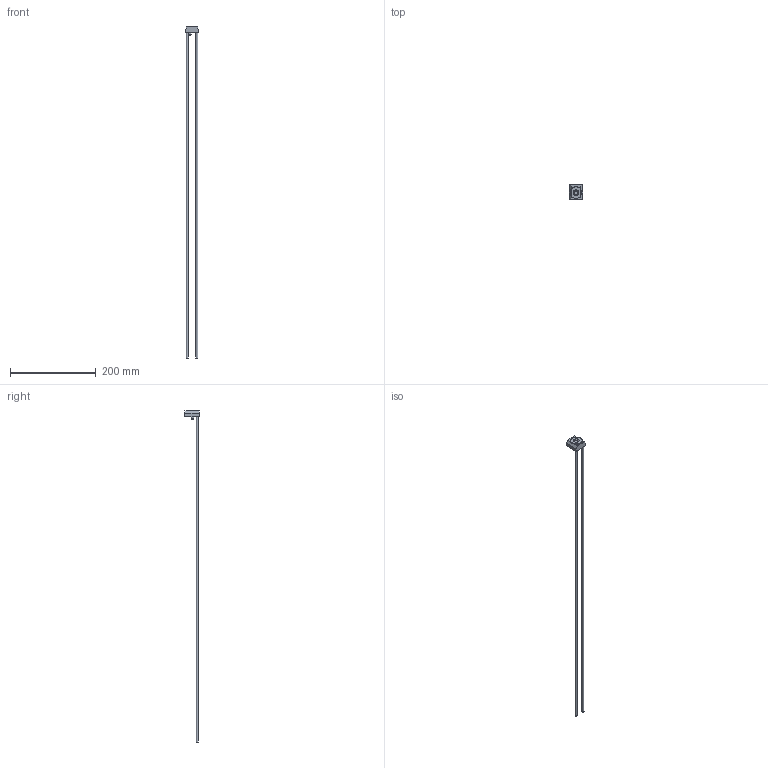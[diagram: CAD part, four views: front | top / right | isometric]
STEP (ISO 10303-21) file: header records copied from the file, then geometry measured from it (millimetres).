
FILE_DESCRIPTION(/* description */ ('Easy Rate Single Standard Sensor (ERS-B00E100)'),/* implementation_level */ '2;1');
FILE_NAME(/* name */ 'ERS-B00E100 - Easy Rate Single Right Angle Sensor (Outline Model rev.A).stp',/* time_stamp */ '2019-05-17T16:38:35-04:00',/* author */ ('Joel Plasencia'),/* organization */ ('INFICON'),/* preprocessor_version */ 'ST-DEVELOPER v16',/* originating_system */ 'SIEMENS PLM Software NX 10.0',/* authorisation */ 'Copyright© 2019 INFICON - ALL RIGHTS RESERVED');
FILE_SCHEMA (('AUTOMOTIVE_DESIGN { 1 0 10303 214 3 1 1 1 }'));
Length unit declared in the file: inch
Products named in the file (1): ERS-B00E100_A
Bounding box: 32.51 x 33.02 x 776.05 mm (x, y, z)
Volume: 24821.1 mm3; surface area: 45134.1 mm2
Topology: 3 solids, 4 shells, 76 faces, 165 edges, 105 vertices
Faces by surface type: plane 34, cylinder 22, cone 20
Full cylindrical faces by diameter (mm): 1.199 x2, 2.261 x4, 3.746 x2, 3.81 x2, 4.039 x1, 4.762 x4, 6.604 x1, 8.128 x1, 27.33 x1
Entity records: 1832 total; most frequent: DIRECTION 328, CARTESIAN_POINT 285, ORIENTED_EDGE 224, AXIS2_PLACEMENT_3D 139, EDGE_LOOP 128, EDGE_CURVE 112, FACE_BOUND 108, VERTEX_POINT 96
